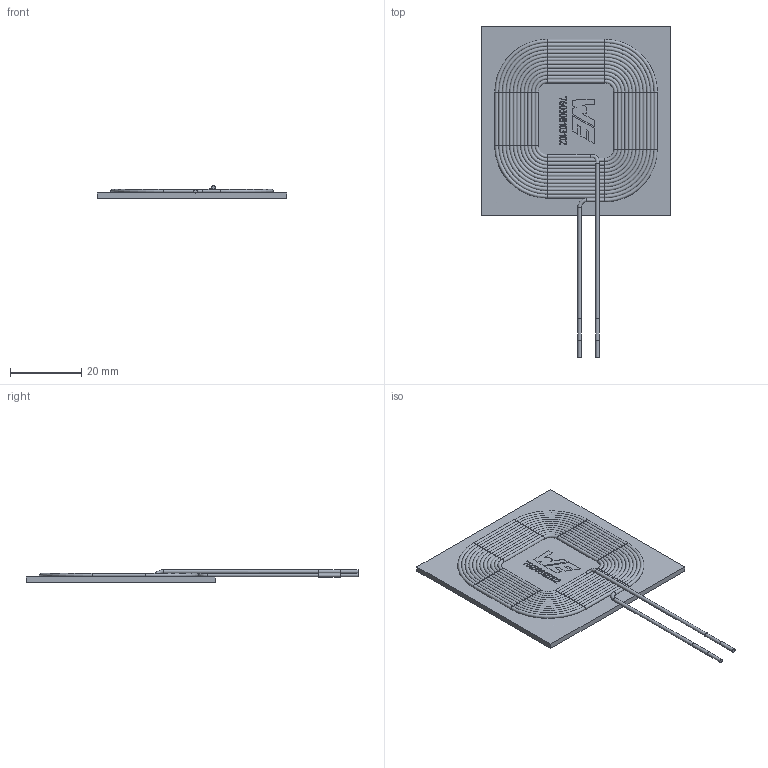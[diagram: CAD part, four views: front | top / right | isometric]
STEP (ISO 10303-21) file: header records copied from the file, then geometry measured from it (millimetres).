
FILE_DESCRIPTION(/* description */ ('Unknown'),/* implementation_level */ '2;1');
FILE_NAME(/* name */ 'L_Wurth_WE-WPCC-TX_760308103102',/* time_stamp */ '2025-04-18T17:41:51+08:00',/* author */ ('Unknown'),/* organization */ ('Unknown'),/* preprocessor_version */ 'ST-DEVELOPER v19.4',/* originating_system */ 'Solid Edge',/* authorisation */ 'Unknown');
FILE_SCHEMA (('AUTOMOTIVE_DESIGN {1 0 10303 214 3 1 1}'));
Length unit declared in the file: millimetre
Products named in the file (2): L_Wurth_WE-WPCC-TX_760308103102
Assembly tree (1 placements, depth 2):
  L_Wurth_WE-WPCC-TX_760308103102
    L_Wurth_WE-WPCC-TX_760308103102
Bounding box: 53 x 92.95 x 3.54 mm (x, y, z)
Volume: 5401.2 mm3; surface area: 10688.5 mm2
Topology: 2 solids, 2 shells, 229 faces, 509 edges, 308 vertices
Faces by surface type: plane 94, cylinder 55, torus 49, bspline 31
Full cylindrical faces by diameter (mm): 1 x53, 1.05 x2
Entity records: 8709 total; most frequent: CARTESIAN_POINT 2796, ORIENTED_EDGE 774, DIRECTION 762, EDGE_CURVE 387, EDGE_LOOP 371, FACE_BOUND 371, AXIS2_PLACEMENT_3D 310, VERTEX_POINT 302
